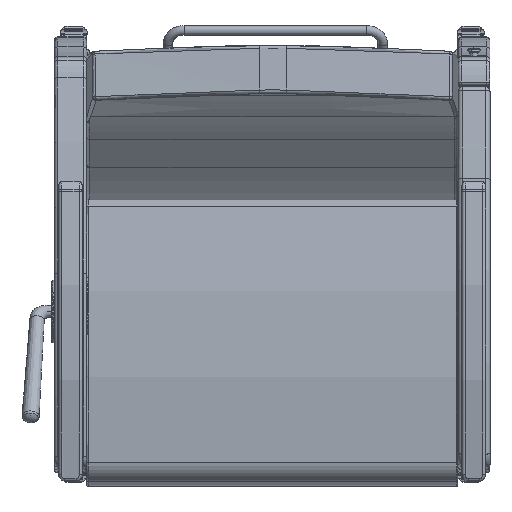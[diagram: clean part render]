
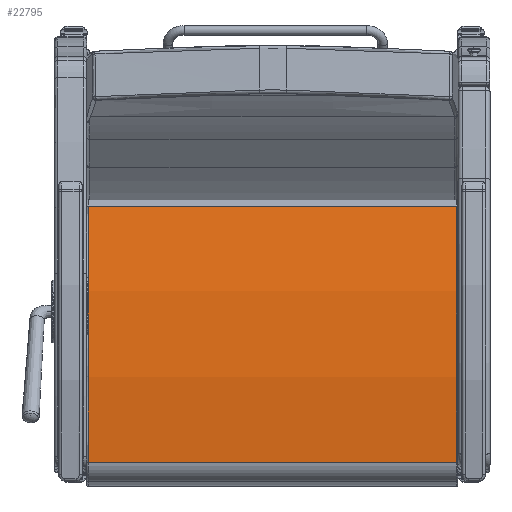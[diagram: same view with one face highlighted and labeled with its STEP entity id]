
A CAD part, front view. The second image highlights one B-rep face of the part: STEP entity #22795.
In plain terms, the highlighted free-form (B-spline) face has degree [3, 1] with [18, 2] control points.
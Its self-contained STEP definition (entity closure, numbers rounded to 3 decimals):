
#1365=ELLIPSE('',#25719,60.304,60.25);
#1367=ELLIPSE('',#25741,60.304,60.25);
#1425=B_SPLINE_SURFACE_WITH_KNOTS('',3,1,((#53557,#53558),(#53559,#53560),
(#53561,#53562),(#53563,#53564),(#53565,#53566),(#53567,#53568),(#53569,
#53570),(#53571,#53572),(#53573,#53574),(#53575,#53576),(#53577,#53578),
(#53579,#53580),(#53581,#53582),(#53583,#53584),(#53585,#53586),(#53587,
#53588),(#53589,#53590),(#53591,#53592)),.UNSPECIFIED.,.F.,.F.,.F.,(4,1,
1,1,1,1,1,1,1,1,1,1,1,1,1,4),(2,2),(-1.696,-1.668,
-1.64,-1.626,-1.599,-1.585,
-1.557,-1.543,-1.515,-1.501,-1.473,
-1.459,-1.431,-1.418,-1.39,
-1.362),(0.,110.49),.UNSPECIFIED.);
#3546=FACE_OUTER_BOUND('',#4986,.T.);
#4986=EDGE_LOOP('',(#20878,#20879,#20880,#20881));
#6512=LINE('',#53555,#8035);
#6513=LINE('',#53594,#8036);
#8035=VECTOR('',#32389,0.394);
#8036=VECTOR('',#32392,0.394);
#11533=VERTEX_POINT('',#53186);
#11534=VERTEX_POINT('',#53187);
#11553=VERTEX_POINT('',#53554);
#11554=VERTEX_POINT('',#53593);
#14817=EDGE_CURVE('',#11533,#11534,#1365,.T.);
#14846=EDGE_CURVE('',#11553,#11534,#6512,.T.);
#14848=EDGE_CURVE('',#11554,#11533,#6513,.T.);
#14849=EDGE_CURVE('',#11553,#11554,#1367,.T.);
#20878=ORIENTED_EDGE('',*,*,#14817,.F.);
#20879=ORIENTED_EDGE('',*,*,#14848,.F.);
#20880=ORIENTED_EDGE('',*,*,#14849,.F.);
#20881=ORIENTED_EDGE('',*,*,#14846,.T.);
#22795=ADVANCED_FACE('',(#3546),#1425,.T.);
#25719=AXIS2_PLACEMENT_3D('',#53188,#32338,#32339);
#25741=AXIS2_PLACEMENT_3D('',#53595,#32393,#32394);
#32338=DIRECTION('center_axis',(0.,0.,
-1.));
#32339=DIRECTION('ref_axis',(1.,0.,0.));
#32389=DIRECTION('',(0.,0.,-1.));
#32392=DIRECTION('',(0.,0.,-1.));
#32393=DIRECTION('center_axis',(0.,0.,1.));
#32394=DIRECTION('ref_axis',(1.,0.,0.));
#53186=CARTESIAN_POINT('',(3.609,-1.684,0.124));
#53187=CARTESIAN_POINT('',(23.658,-2.523,0.124));
#53188=CARTESIAN_POINT('Origin',(11.145,-61.462,0.124));
#53554=CARTESIAN_POINT('',(23.658,-2.523,28.876));
#53555=CARTESIAN_POINT('',(23.658,-2.523,29.));
#53557=CARTESIAN_POINT('Ctrl Pts',(3.609,-1.684,29.));
#53558=CARTESIAN_POINT('Ctrl Pts',(3.609,-1.684,-14.5));
#53559=CARTESIAN_POINT('Ctrl Pts',(4.165,-1.614,29.));
#53560=CARTESIAN_POINT('Ctrl Pts',(4.165,-1.614,-14.5));
#53561=CARTESIAN_POINT('Ctrl Pts',(5.278,-1.49,29.));
#53562=CARTESIAN_POINT('Ctrl Pts',(5.278,-1.49,-14.5));
#53563=CARTESIAN_POINT('Ctrl Pts',(6.673,-1.373,29.));
#53564=CARTESIAN_POINT('Ctrl Pts',(6.673,-1.373,-14.5));
#53565=CARTESIAN_POINT('Ctrl Pts',(8.071,-1.285,29.));
#53566=CARTESIAN_POINT('Ctrl Pts',(8.071,-1.285,-14.5));
#53567=CARTESIAN_POINT('Ctrl Pts',(9.19,-1.239,29.));
#53568=CARTESIAN_POINT('Ctrl Pts',(9.19,-1.239,-14.5));
#53569=CARTESIAN_POINT('Ctrl Pts',(10.59,-1.21,29.));
#53570=CARTESIAN_POINT('Ctrl Pts',(10.59,-1.21,-14.5));
#53571=CARTESIAN_POINT('Ctrl Pts',(11.71,-1.21,29.));
#53572=CARTESIAN_POINT('Ctrl Pts',(11.71,-1.21,-14.5));
#53573=CARTESIAN_POINT('Ctrl Pts',(13.11,-1.239,29.));
#53574=CARTESIAN_POINT('Ctrl Pts',(13.11,-1.239,-14.5));
#53575=CARTESIAN_POINT('Ctrl Pts',(14.229,-1.286,29.));
#53576=CARTESIAN_POINT('Ctrl Pts',(14.229,-1.286,-14.5));
#53577=CARTESIAN_POINT('Ctrl Pts',(15.626,-1.374,29.));
#53578=CARTESIAN_POINT('Ctrl Pts',(15.626,-1.374,-14.5));
#53579=CARTESIAN_POINT('Ctrl Pts',(16.742,-1.467,29.));
#53580=CARTESIAN_POINT('Ctrl Pts',(16.742,-1.467,-14.5));
#53581=CARTESIAN_POINT('Ctrl Pts',(18.135,-1.613,29.));
#53582=CARTESIAN_POINT('Ctrl Pts',(18.135,-1.613,-14.5));
#53583=CARTESIAN_POINT('Ctrl Pts',(19.246,-1.753,29.));
#53584=CARTESIAN_POINT('Ctrl Pts',(19.246,-1.753,-14.5));
#53585=CARTESIAN_POINT('Ctrl Pts',(20.631,-1.957,29.));
#53586=CARTESIAN_POINT('Ctrl Pts',(20.631,-1.957,-14.5));
#53587=CARTESIAN_POINT('Ctrl Pts',(22.012,-2.19,29.));
#53588=CARTESIAN_POINT('Ctrl Pts',(22.012,-2.19,-14.5));
#53589=CARTESIAN_POINT('Ctrl Pts',(23.111,-2.407,29.));
#53590=CARTESIAN_POINT('Ctrl Pts',(23.111,-2.407,-14.5));
#53591=CARTESIAN_POINT('Ctrl Pts',(23.658,-2.523,29.));
#53592=CARTESIAN_POINT('Ctrl Pts',(23.658,-2.523,-14.5));
#53593=CARTESIAN_POINT('',(3.609,-1.684,28.876));
#53594=CARTESIAN_POINT('',(3.609,-1.684,29.));
#53595=CARTESIAN_POINT('Origin',(11.145,-61.462,28.876));
